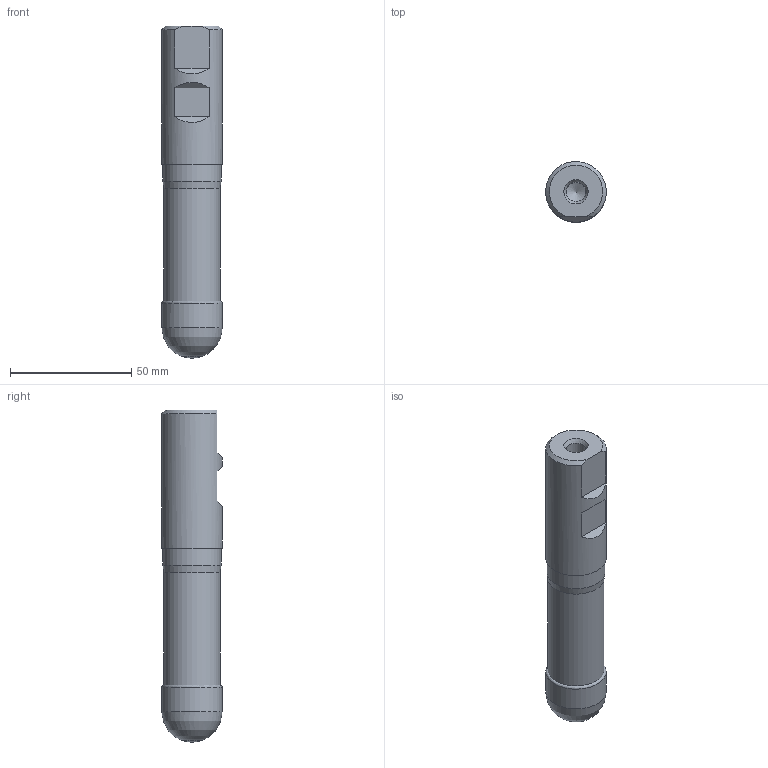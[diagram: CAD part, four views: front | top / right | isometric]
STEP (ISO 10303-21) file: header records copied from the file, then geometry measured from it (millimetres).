
FILE_DESCRIPTION(/* description */ (''),/* implementation_level */ '2;1');
FILE_NAME(/* name */ '25L2R080B25-SZP25-C_115009554ndi000_00-SIM.stp',/* time_stamp */ '2020-01-28T08:43:26+01:00',/* author */ (''),/* organization */ (''),/* preprocessor_version */ 'ST-DEVELOPER v16.7',/* originating_system */ 'SIEMENS PLM Software NX 12.0',/* authorisation */ '');
FILE_SCHEMA (('AUTOMOTIVE_DESIGN { 1 0 10303 214 3 1 1 1 }'));
Length unit declared in the file: millimetre
Products named in the file (1): hm153744A8CDt0cv
Bounding box: 25 x 25 x 136.98 mm (x, y, z)
Volume: 61676.7 mm3; surface area: 15747 mm2
Topology: 2 solids, 2 shells, 36 faces, 86 edges, 57 vertices
Faces by surface type: revolution 13, cone 8, plane 8, cylinder 4, sphere 3
Full cylindrical faces by diameter (mm): 8 x1, 23.2 x1, 24 x1, 25 x1
Entity records: 845 total; most frequent: CARTESIAN_POINT 165, DIRECTION 139, ORIENTED_EDGE 84, EDGE_LOOP 63, AXIS2_PLACEMENT_3D 58, FACE_BOUND 57, EDGE_CURVE 42, VERTEX_POINT 38
